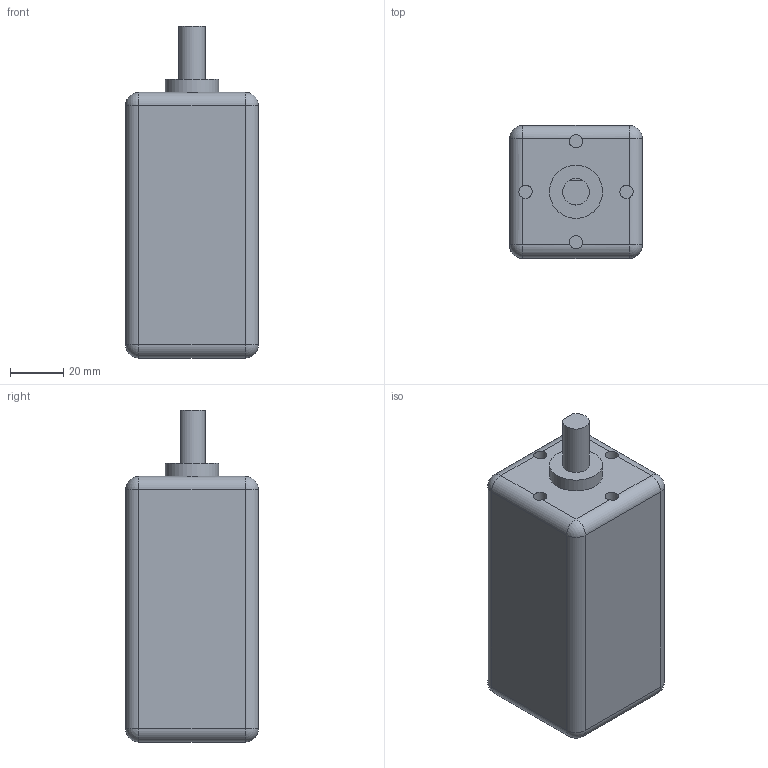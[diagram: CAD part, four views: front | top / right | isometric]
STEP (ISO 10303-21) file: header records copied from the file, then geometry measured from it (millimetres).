
FILE_DESCRIPTION(/* description */ ('STEP AP214'),/* implementation_level */ '2;1');
FILE_NAME(/* name */ '619baa099c98216352074f6a',/* time_stamp */ '2021-11-22T14:32:42+00:00',/* author */ (''),/* organization */ (''),/* preprocessor_version */ 'ST-DEVELOPER v18.1',/* originating_system */ ' ',/* authorisation */ ' ');
FILE_SCHEMA (('AUTOMOTIVE_DESIGN {1 0 10303 214 3 1 1}'));
Length unit declared in the file: metre
Products named in the file (1): Moteur
Bounding box: 50 x 50 x 125 mm (x, y, z)
Volume: 248568.8 mm3; surface area: 24555 mm2
Topology: 1 solids, 1 shells, 41 faces, 93 edges, 48 vertices
Faces by surface type: cylinder 19, plane 14, sphere 8
Full cylindrical faces by diameter (mm): 5 x4, 20 x1
Entity records: 1054 total; most frequent: DIRECTION 194, CARTESIAN_POINT 186, ORIENTED_EDGE 152, AXIS2_PLACEMENT_3D 80, EDGE_CURVE 76, EDGE_LOOP 48, FACE_BOUND 48, VERTEX_POINT 44
